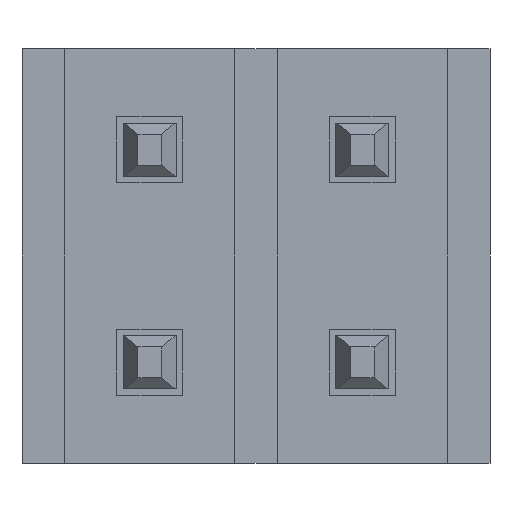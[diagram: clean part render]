
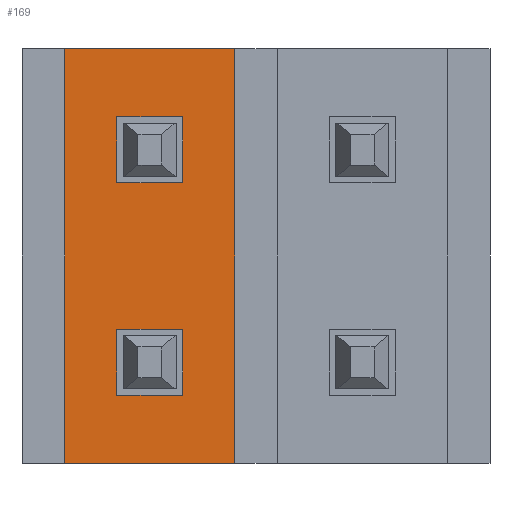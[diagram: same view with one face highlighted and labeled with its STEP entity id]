
A CAD part, front view. The second image highlights one B-rep face of the part: STEP entity #169.
In plain terms, the highlighted planar face has unit normal (0, -1, 0).
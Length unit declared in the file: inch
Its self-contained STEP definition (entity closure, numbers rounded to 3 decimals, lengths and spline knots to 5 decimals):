
#169 = ADVANCED_FACE( '', ( #243, #244, #245 ), #246, .T. );
#243 = FACE_BOUND( '', #400, .T. );
#244 = FACE_BOUND( '', #401, .T. );
#245 = FACE_OUTER_BOUND( '', #402, .T. );
#246 = PLANE( '', #403 );
#400 = EDGE_LOOP( '', ( #556, #557, #558, #559 ) );
#401 = EDGE_LOOP( '', ( #560, #561, #562, #563 ) );
#402 = EDGE_LOOP( '', ( #564, #565, #566, #567 ) );
#403 = AXIS2_PLACEMENT_3D( '', #568, #569, #570 );
#556 = ORIENTED_EDGE( '', *, *, #1156, .F. );
#557 = ORIENTED_EDGE( '', *, *, #1157, .F. );
#558 = ORIENTED_EDGE( '', *, *, #1158, .F. );
#559 = ORIENTED_EDGE( '', *, *, #1159, .F. );
#560 = ORIENTED_EDGE( '', *, *, #1160, .F. );
#561 = ORIENTED_EDGE( '', *, *, #1161, .F. );
#562 = ORIENTED_EDGE( '', *, *, #1162, .F. );
#563 = ORIENTED_EDGE( '', *, *, #1163, .F. );
#564 = ORIENTED_EDGE( '', *, *, #1164, .T. );
#565 = ORIENTED_EDGE( '', *, *, #1165, .F. );
#566 = ORIENTED_EDGE( '', *, *, #1166, .T. );
#567 = ORIENTED_EDGE( '', *, *, #1167, .T. );
#568 = CARTESIAN_POINT( '', ( -0.01, 0.02, 0.2 ) );
#569 = DIRECTION( '', ( 0., -1., 0. ) );
#570 = DIRECTION( '', ( 0., 0., -1. ) );
#1156 = EDGE_CURVE( '', #1348, #1349, #1350, .T. );
#1157 = EDGE_CURVE( '', #1351, #1348, #1352, .T. );
#1158 = EDGE_CURVE( '', #1353, #1351, #1354, .T. );
#1159 = EDGE_CURVE( '', #1349, #1353, #1355, .T. );
#1160 = EDGE_CURVE( '', #1356, #1357, #1358, .T. );
#1161 = EDGE_CURVE( '', #1359, #1356, #1360, .T. );
#1162 = EDGE_CURVE( '', #1361, #1359, #1362, .T. );
#1163 = EDGE_CURVE( '', #1357, #1361, #1363, .T. );
#1164 = EDGE_CURVE( '', #1364, #1365, #1366, .T. );
#1165 = EDGE_CURVE( '', #1367, #1365, #1368, .T. );
#1166 = EDGE_CURVE( '', #1367, #1369, #1370, .T. );
#1167 = EDGE_CURVE( '', #1369, #1364, #1371, .T. );
#1348 = VERTEX_POINT( '', #1668 );
#1349 = VERTEX_POINT( '', #1669 );
#1350 = LINE( '', #1670, #1671 );
#1351 = VERTEX_POINT( '', #1672 );
#1352 = LINE( '', #1673, #1674 );
#1353 = VERTEX_POINT( '', #1675 );
#1354 = LINE( '', #1676, #1677 );
#1355 = LINE( '', #1678, #1679 );
#1356 = VERTEX_POINT( '', #1680 );
#1357 = VERTEX_POINT( '', #1681 );
#1358 = LINE( '', #1682, #1683 );
#1359 = VERTEX_POINT( '', #1684 );
#1360 = LINE( '', #1685, #1686 );
#1361 = VERTEX_POINT( '', #1687 );
#1362 = LINE( '', #1688, #1689 );
#1363 = LINE( '', #1690, #1691 );
#1364 = VERTEX_POINT( '', #1692 );
#1365 = VERTEX_POINT( '', #1693 );
#1366 = LINE( '', #1694, #1695 );
#1367 = VERTEX_POINT( '', #1696 );
#1368 = LINE( '', #1697, #1698 );
#1369 = VERTEX_POINT( '', #1699 );
#1370 = LINE( '', #1700, #1701 );
#1371 = LINE( '', #1702, #1703 );
#1668 = CARTESIAN_POINT( '', ( -0.0655, 0.02, 0.0655 ) );
#1669 = CARTESIAN_POINT( '', ( -0.0655, 0.02, 0.0345 ) );
#1670 = CARTESIAN_POINT( '', ( -0.0655, 0.02, 0.0345 ) );
#1671 = VECTOR( '', #2180, 39.37008 );
#1672 = CARTESIAN_POINT( '', ( -0.0345, 0.02, 0.0655 ) );
#1673 = CARTESIAN_POINT( '', ( -0.0655, 0.02, 0.0655 ) );
#1674 = VECTOR( '', #2181, 39.37008 );
#1675 = CARTESIAN_POINT( '', ( -0.0345, 0.02, 0.0345 ) );
#1676 = CARTESIAN_POINT( '', ( -0.0345, 0.02, 0.0655 ) );
#1677 = VECTOR( '', #2182, 39.37008 );
#1678 = CARTESIAN_POINT( '', ( -0.0345, 0.02, 0.0345 ) );
#1679 = VECTOR( '', #2183, 39.37008 );
#1680 = CARTESIAN_POINT( '', ( -0.0655, 0.02, -0.0345 ) );
#1681 = CARTESIAN_POINT( '', ( -0.0655, 0.02, -0.0655 ) );
#1682 = CARTESIAN_POINT( '', ( -0.0655, 0.02, -0.0655 ) );
#1683 = VECTOR( '', #2184, 39.37008 );
#1684 = CARTESIAN_POINT( '', ( -0.0345, 0.02, -0.0345 ) );
#1685 = CARTESIAN_POINT( '', ( -0.0655, 0.02, -0.0345 ) );
#1686 = VECTOR( '', #2185, 39.37008 );
#1687 = CARTESIAN_POINT( '', ( -0.0345, 0.02, -0.0655 ) );
#1688 = CARTESIAN_POINT( '', ( -0.0345, 0.02, -0.0345 ) );
#1689 = VECTOR( '', #2186, 39.37008 );
#1690 = CARTESIAN_POINT( '', ( -0.0345, 0.02, -0.0655 ) );
#1691 = VECTOR( '', #2187, 39.37008 );
#1692 = CARTESIAN_POINT( '', ( -0.09, 0.02, -0.0975 ) );
#1693 = CARTESIAN_POINT( '', ( -0.01, 0.02, -0.0975 ) );
#1694 = CARTESIAN_POINT( '', ( 0.11, 0.02, -0.0975 ) );
#1695 = VECTOR( '', #2188, 39.37008 );
#1696 = CARTESIAN_POINT( '', ( -0.01, 0.02, 0.0975 ) );
#1697 = CARTESIAN_POINT( '', ( -0.01, 0.02, 0.2 ) );
#1698 = VECTOR( '', #2189, 39.37008 );
#1699 = CARTESIAN_POINT( '', ( -0.09, 0.02, 0.0975 ) );
#1700 = CARTESIAN_POINT( '', ( -0.11, 0.02, 0.0975 ) );
#1701 = VECTOR( '', #2190, 39.37008 );
#1702 = CARTESIAN_POINT( '', ( -0.09, 0.02, 0.2 ) );
#1703 = VECTOR( '', #2191, 39.37008 );
#2180 = DIRECTION( '', ( 0., 0., -1. ) );
#2181 = DIRECTION( '', ( -1., 0., 0. ) );
#2182 = DIRECTION( '', ( 0., 0., 1. ) );
#2183 = DIRECTION( '', ( 1., 0., 0. ) );
#2184 = DIRECTION( '', ( 0., 0., -1. ) );
#2185 = DIRECTION( '', ( -1., 0., 0. ) );
#2186 = DIRECTION( '', ( 0., 0., 1. ) );
#2187 = DIRECTION( '', ( 1., 0., 0. ) );
#2188 = DIRECTION( '', ( 1., 0., 0. ) );
#2189 = DIRECTION( '', ( 0., 0., -1. ) );
#2190 = DIRECTION( '', ( -1., 0., 0. ) );
#2191 = DIRECTION( '', ( 0., 0., -1. ) );
